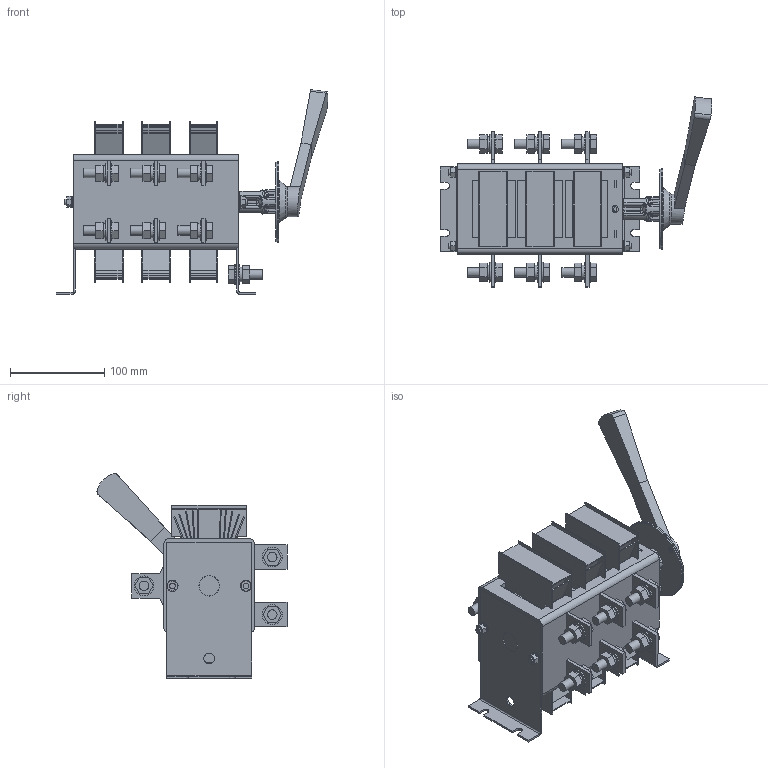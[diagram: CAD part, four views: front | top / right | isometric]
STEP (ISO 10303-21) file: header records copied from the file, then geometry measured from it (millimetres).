
FILE_DESCRIPTION (( 'STEP AP214' ), '1' );
FILE_NAME ('SRK31-211-400 Âûêëþ÷àòåëü-ðàçúåäèíèòåëü ÂÐ32È-37Â71250 400À IEK.STEP', '2018-05-17T12:37:05', ( '' ), ( '' ), 'SwSTEP 2.0', 'SolidWorks 2014', '' );
FILE_SCHEMA (( 'AUTOMOTIVE_DESIGN' ));
Length unit declared in the file: millimetre
Products named in the file (1): SRK31-211-400 Âûêëþ÷àòåëü-ðàçúåäèíèòåëü ÂÐ32È-37Â71250 400À IEK
Bounding box: 287.6 x 201.35 x 216.85 mm (x, y, z)
Volume: 1423832.4 mm3; surface area: 536389.5 mm2
Topology: 31 solids, 31 shells, 2275 faces, 6265 edges, 4055 vertices
Faces by surface type: plane 1340, cylinder 764, bspline 165, torus 4, cone 2
Full cylindrical faces by diameter (mm): 6 x8, 6.1 x4, 6.5 x6, 10 x20, 10.4 x21, 11.2 x11, 11.364 x1, 12 x4, 12.5 x1, 14.9 x1, 21 x21, 21.3 x2, 21.8 x2, 23.8 x1, 26 x1, 28 x1, 32 x1, 84.5 x1, 86 x1
Entity records: 76376 total; most frequent: CARTESIAN_POINT 19001, ORIENTED_EDGE 12086, DIRECTION 11444, EDGE_CURVE 6043, VECTOR 4090, LINE 4090, VERTEX_POINT 4013, AXIS2_PLACEMENT_3D 3677
